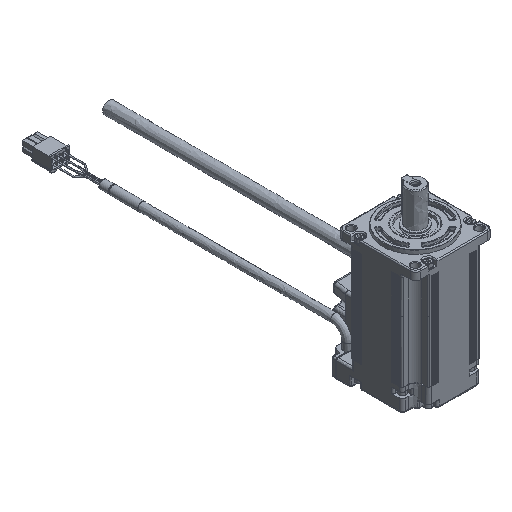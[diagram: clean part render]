
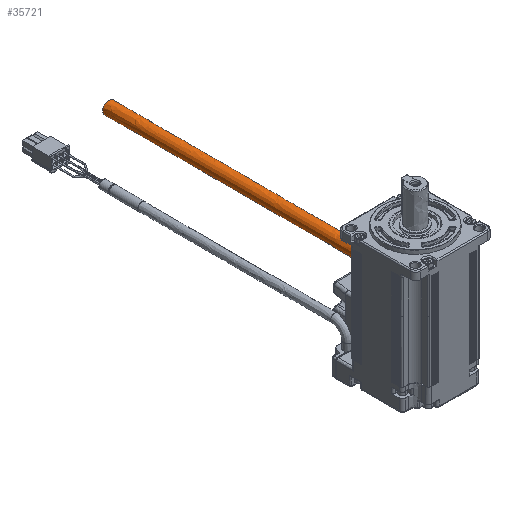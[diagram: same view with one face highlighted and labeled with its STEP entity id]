
A CAD part, isometric view. The second image highlights one B-rep face of the part: STEP entity #35721.
In plain terms, the highlighted free-form (B-spline) face has degree [1, 2] with [2, 9] control points.
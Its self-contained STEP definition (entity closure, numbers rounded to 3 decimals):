
#34068=CARTESIAN_POINT('',(-4.75,36.7,-23.4));
#34069=VERTEX_POINT('',#34068);
#34070=CARTESIAN_POINT('',(4.75,36.7,-23.4));
#34071=VERTEX_POINT('',#34070);
#34072=CARTESIAN_POINT('',(-4.75,36.7,-23.4));
#34073=CARTESIAN_POINT('',(-4.75,41.45,-28.15));
#34074=CARTESIAN_POINT('',(0.,41.45,-28.15));
#34075=CARTESIAN_POINT('',(4.75,41.45,-28.15));
#34076=CARTESIAN_POINT('',(4.75,36.7,-23.4));
#34077=(BOUNDED_CURVE()B_SPLINE_CURVE(2,(#34072,#34073,#34074,#34075,#34076),.ELLIPTIC_ARC.,.F.,.U.)B_SPLINE_CURVE_WITH_KNOTS((3,2,3),(0.,0.5,1.),.UNSPECIFIED.)CURVE()GEOMETRIC_REPRESENTATION_ITEM()RATIONAL_B_SPLINE_CURVE((1.,0.707,1.,0.707,1.))REPRESENTATION_ITEM(''));
#34078=EDGE_CURVE('',#34069,#34071,#34077,.T.);
#35667=CARTESIAN_POINT('',(-4.75,36.7,-23.4));
#35668=CARTESIAN_POINT('',(-4.75,36.7,-28.15));
#35669=CARTESIAN_POINT('',(0.,36.7,-28.15));
#35670=CARTESIAN_POINT('',(4.75,36.7,-28.15));
#35671=CARTESIAN_POINT('',(4.75,36.7,-23.4));
#35672=CARTESIAN_POINT('',(4.75,36.7,-18.65));
#35673=CARTESIAN_POINT('',(0.,36.7,-18.65));
#35674=CARTESIAN_POINT('',(-4.75,36.7,-18.65));
#35675=CARTESIAN_POINT('',(-4.75,36.7,-23.4));
#35676=CARTESIAN_POINT('',(-4.75,236.7,-23.4));
#35677=CARTESIAN_POINT('',(-4.75,236.7,-28.15));
#35678=CARTESIAN_POINT('',(0.,236.7,-28.15));
#35679=CARTESIAN_POINT('',(4.75,236.7,-28.15));
#35680=CARTESIAN_POINT('',(4.75,236.7,-23.4));
#35681=CARTESIAN_POINT('',(4.75,236.7,-18.65));
#35682=CARTESIAN_POINT('',(0.,236.7,-18.65));
#35683=CARTESIAN_POINT('',(-4.75,236.7,-18.65));
#35684=CARTESIAN_POINT('',(-4.75,236.7,-23.4));
#35685=(BOUNDED_SURFACE()B_SPLINE_SURFACE(1,2,((#35667,#35668,#35669,#35670,#35671,#35672,#35673,#35674,#35675),(#35676,#35677,#35678,#35679,#35680,#35681,#35682,#35683,#35684)),.CYLINDRICAL_SURF.,.F.,.T.,.U.)B_SPLINE_SURFACE_WITH_KNOTS((2,2),(3,2,2,2,3),(0.,42.105),(0.,7.461,14.923,22.384,29.845),.UNSPECIFIED.)GEOMETRIC_REPRESENTATION_ITEM()RATIONAL_B_SPLINE_SURFACE(((1.,0.707,1.,0.707,1.,0.707,1.,0.707,1.),(1.,0.707,1.,0.707,1.,0.707,1.,0.707,1.)))REPRESENTATION_ITEM('')SURFACE());
#35686=CARTESIAN_POINT('',(0.,36.7,-18.65));
#35687=VERTEX_POINT('',#35686);
#35688=CARTESIAN_POINT('',(-4.75,36.7,-23.4));
#35689=CARTESIAN_POINT('',(-4.75,36.7,-18.65));
#35690=CARTESIAN_POINT('',(0.,36.7,-18.65));
#35691=(BOUNDED_CURVE()B_SPLINE_CURVE(2,(#35688,#35689,#35690),.CIRCULAR_ARC.,.F.,.U.)B_SPLINE_CURVE_WITH_KNOTS((3,3),(0.,1.),.UNSPECIFIED.)CURVE()GEOMETRIC_REPRESENTATION_ITEM()RATIONAL_B_SPLINE_CURVE((1.,0.707,1.))REPRESENTATION_ITEM(''));
#35692=EDGE_CURVE('',#34069,#35687,#35691,.T.);
#35693=ORIENTED_EDGE('',*,*,#35692,.T.);
#35694=CARTESIAN_POINT('',(0.,36.7,-18.65));
#35695=CARTESIAN_POINT('',(4.75,36.7,-18.65));
#35696=CARTESIAN_POINT('',(4.75,36.7,-23.4));
#35697=(BOUNDED_CURVE()B_SPLINE_CURVE(2,(#35694,#35695,#35696),.CIRCULAR_ARC.,.F.,.U.)B_SPLINE_CURVE_WITH_KNOTS((3,3),(0.,1.),.UNSPECIFIED.)CURVE()GEOMETRIC_REPRESENTATION_ITEM()RATIONAL_B_SPLINE_CURVE((1.,0.707,1.))REPRESENTATION_ITEM(''));
#35698=EDGE_CURVE('',#35687,#34071,#35697,.T.);
#35699=ORIENTED_EDGE('',*,*,#35698,.T.);
#35700=ORIENTED_EDGE('',*,*,#34078,.F.);
#35701=CARTESIAN_POINT('',(-4.75,236.7,-23.4));
#35702=VERTEX_POINT('',#35701);
#35703=CARTESIAN_POINT('',(-4.75,36.7,-23.4));
#35704=CARTESIAN_POINT('',(-4.75,236.7,-23.4));
#35705=B_SPLINE_CURVE_WITH_KNOTS('',1,(#35703,#35704),.POLYLINE_FORM.,.F.,.U.,(2,2),(0.,42.105),.UNSPECIFIED.);
#35706=EDGE_CURVE('',#34069,#35702,#35705,.T.);
#35707=ORIENTED_EDGE('',*,*,#35706,.T.);
#35708=CARTESIAN_POINT('',(-4.75,236.7,-23.4));
#35709=CARTESIAN_POINT('',(-4.75,236.7,-31.627));
#35710=CARTESIAN_POINT('',(2.375,236.7,-27.514));
#35711=CARTESIAN_POINT('',(9.5,236.7,-23.4));
#35712=CARTESIAN_POINT('',(2.375,236.7,-19.286));
#35713=CARTESIAN_POINT('',(-4.75,236.7,-15.173));
#35714=CARTESIAN_POINT('',(-4.75,236.7,-23.4));
#35715=(BOUNDED_CURVE()B_SPLINE_CURVE(2,(#35708,#35709,#35710,#35711,#35712,#35713,#35714),.CIRCULAR_ARC.,.T.,.U.)B_SPLINE_CURVE_WITH_KNOTS((3,2,2,3),(0.,0.333,0.667,1.),.UNSPECIFIED.)CURVE()GEOMETRIC_REPRESENTATION_ITEM()RATIONAL_B_SPLINE_CURVE((1.,0.5,1.,0.5,1.,0.5,1.))REPRESENTATION_ITEM(''));
#35716=EDGE_CURVE('',#35702,#35702,#35715,.T.);
#35717=ORIENTED_EDGE('',*,*,#35716,.T.);
#35718=ORIENTED_EDGE('',*,*,#35706,.F.);
#35719=EDGE_LOOP('',(#35693,#35699,#35700,#35707,#35717,#35718));
#35720=FACE_OUTER_BOUND('',#35719,.T.);
#35721=ADVANCED_FACE('',(#35720),#35685,.T.);
